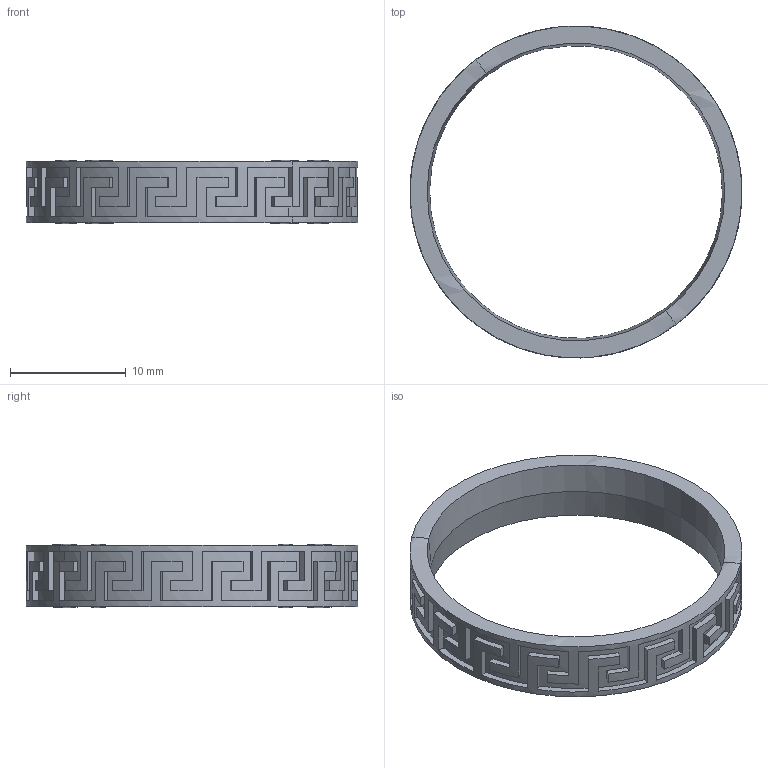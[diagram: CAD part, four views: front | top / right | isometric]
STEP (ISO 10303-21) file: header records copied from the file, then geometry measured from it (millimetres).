
FILE_DESCRIPTION(('FreeCAD Model'),'2;1');
FILE_NAME('Open CASCADE Shape Model','2025-05-04T13:07:07',('FreeCAD'),( 'FreeCAD'),'Open CASCADE STEP processor 7.6','FreeCAD','Unknown');
FILE_SCHEMA(('AUTOMOTIVE_DESIGN { 1 0 10303 214 1 1 1 1 }'));
Length unit declared in the file: millimetre
Products named in the file (1): Open CASCADE STEP translator 7.6 1
Bounding box: 28.67 x 28.66 x 5.51 mm (x, y, z)
Volume: 630.7 mm3; surface area: 1435.5 mm2
Topology: 1 solids, 1 shells, 222 faces, 656 edges, 434 vertices
Faces by surface type: bspline 222
Entity records: 6732 total; most frequent: CARTESIAN_POINT 3025, ORIENTED_EDGE 1312, EDGE_CURVE 656, VERTEX_POINT 434, B_SPLINE_CURVE_WITH_KNOTS 418, ADVANCED_FACE 222, FACE_BOUND 222, EDGE_LOOP 222
